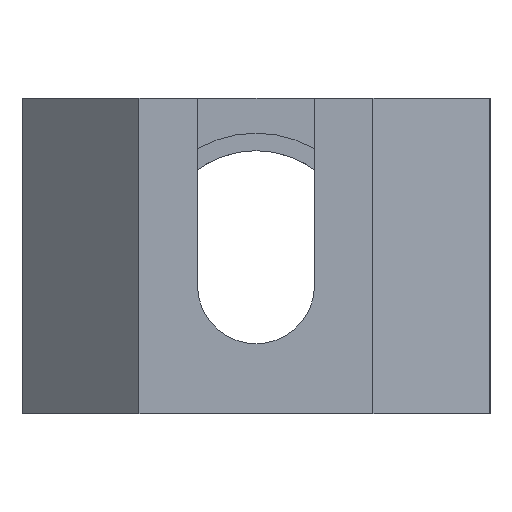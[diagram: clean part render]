
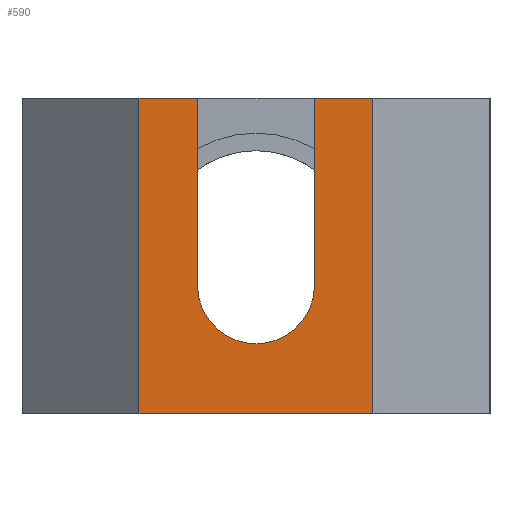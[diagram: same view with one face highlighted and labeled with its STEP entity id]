
A CAD part, left-side view. The second image highlights one B-rep face of the part: STEP entity #590.
In plain terms, the highlighted planar face has unit normal (-1, 0, 0).
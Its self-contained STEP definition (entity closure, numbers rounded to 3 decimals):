
#30=DIRECTION('',(0.,1.,0.));
#31=VECTOR('',#30,0.5);
#32=CARTESIAN_POINT('',(-7.1,-1.,1.35));
#33=LINE('',#32,#31);
#82=DIRECTION('',(0.,1.,0.));
#83=VECTOR('',#82,0.5);
#84=CARTESIAN_POINT('',(-7.1,0.5,1.35));
#85=LINE('',#84,#83);
#126=DIRECTION('',(0.,0.,-1.));
#127=VECTOR('',#126,1.6);
#128=CARTESIAN_POINT('',(-7.1,0.5,1.35));
#129=LINE('',#128,#127);
#130=CARTESIAN_POINT('',(-7.1,0.,-0.25));
#131=DIRECTION('',(-1.,0.,0.));
#132=DIRECTION('',(0.,1.,0.));
#133=AXIS2_PLACEMENT_3D('',#130,#131,#132);
#135=DIRECTION('',(0.,0.,-1.));
#136=VECTOR('',#135,1.6);
#137=CARTESIAN_POINT('',(-7.1,-0.5,1.35));
#138=LINE('',#137,#136);
#139=DIRECTION('',(0.,0.,-1.));
#140=VECTOR('',#139,2.7);
#141=CARTESIAN_POINT('',(-7.1,-1.,1.35));
#142=LINE('',#141,#140);
#143=DIRECTION('',(0.,1.,0.));
#144=VECTOR('',#143,2.);
#145=CARTESIAN_POINT('',(-7.1,-1.,-1.35));
#146=LINE('',#145,#144);
#147=DIRECTION('',(0.,0.,1.));
#148=VECTOR('',#147,2.7);
#149=CARTESIAN_POINT('',(-7.1,1.,-1.35));
#150=LINE('',#149,#148);
#376=CARTESIAN_POINT('',(-7.1,-0.5,1.35));
#378=VERTEX_POINT('',#376);
#380=CARTESIAN_POINT('',(-7.1,0.5,1.35));
#382=VERTEX_POINT('',#380);
#392=CARTESIAN_POINT('',(-7.1,1.,1.35));
#393=VERTEX_POINT('',#392);
#394=CARTESIAN_POINT('',(-7.1,1.,-1.35));
#395=VERTEX_POINT('',#394);
#396=CARTESIAN_POINT('',(-7.1,-1.,-1.35));
#397=VERTEX_POINT('',#396);
#398=CARTESIAN_POINT('',(-7.1,-1.,1.35));
#399=VERTEX_POINT('',#398);
#424=CARTESIAN_POINT('',(-7.1,0.5,-0.25));
#426=VERTEX_POINT('',#424);
#429=CARTESIAN_POINT('',(-7.1,-0.5,-0.25));
#431=VERTEX_POINT('',#429);
#571=CARTESIAN_POINT('',(-7.1,-2.,-1.35));
#572=DIRECTION('',(-1.,0.,0.));
#573=DIRECTION('',(0.,0.,1.));
#574=AXIS2_PLACEMENT_3D('',#571,#572,#573);
#575=PLANE('',#574);
#577=ORIENTED_EDGE('',*,*,#576,.T.);
#579=ORIENTED_EDGE('',*,*,#578,.T.);
#581=ORIENTED_EDGE('',*,*,#580,.F.);
#582=ORIENTED_EDGE('',*,*,#476,.F.);
#584=ORIENTED_EDGE('',*,*,#583,.T.);
#585=ORIENTED_EDGE('',*,*,#534,.T.);
#586=ORIENTED_EDGE('',*,*,#564,.T.);
#587=ORIENTED_EDGE('',*,*,#500,.F.);
#588=EDGE_LOOP('',(#577,#579,#581,#582,#584,#585,#586,#587));
#589=FACE_OUTER_BOUND('',#588,.F.);
#590=ADVANCED_FACE('',(#589),#575,.T.);
#134=CIRCLE('',#133,0.5);
#476=EDGE_CURVE('',#399,#378,#33,.T.);
#500=EDGE_CURVE('',#382,#393,#85,.T.);
#534=EDGE_CURVE('',#397,#395,#146,.T.);
#564=EDGE_CURVE('',#395,#393,#150,.T.);
#576=EDGE_CURVE('',#382,#426,#129,.T.);
#578=EDGE_CURVE('',#426,#431,#134,.T.);
#580=EDGE_CURVE('',#378,#431,#138,.T.);
#583=EDGE_CURVE('',#399,#397,#142,.T.);
